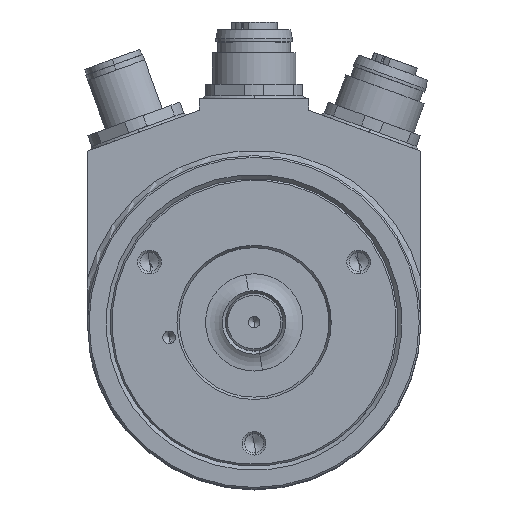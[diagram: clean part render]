
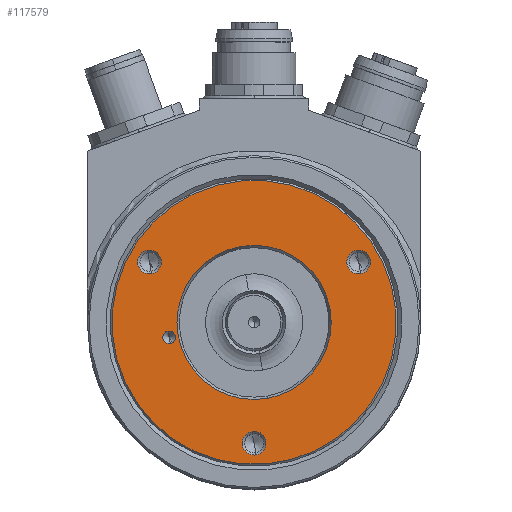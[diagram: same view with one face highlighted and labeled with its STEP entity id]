
A CAD part, top view. The second image highlights one B-rep face of the part: STEP entity #117579.
In plain terms, the highlighted planar face has unit normal (0, 0, 1).
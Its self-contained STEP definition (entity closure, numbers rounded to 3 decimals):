
#10242=CARTESIAN_POINT('',(0.,0.,0.));
#10243=DIRECTION('',(0.,0.,1.));
#10244=DIRECTION('',(0.707,0.707,0.));
#10245=AXIS2_PLACEMENT_3D('',#10242,#10243,#10244);
#10260=CARTESIAN_POINT('',(-14.772,-2.605,0.));
#10261=DIRECTION('',(0.,0.,-1.));
#10262=DIRECTION('',(0.174,-0.985,0.));
#10263=AXIS2_PLACEMENT_3D('',#10260,#10261,#10262);
#10265=CARTESIAN_POINT('',(-14.772,-2.605,0.));
#10266=DIRECTION('',(0.,0.,-1.));
#10267=DIRECTION('',(-0.174,0.985,0.));
#10268=AXIS2_PLACEMENT_3D('',#10265,#10266,#10267);
#10270=CARTESIAN_POINT('',(-18.187,10.5,0.));
#10271=DIRECTION('',(0.,0.,1.));
#10272=DIRECTION('',(0.174,-0.985,0.));
#10273=AXIS2_PLACEMENT_3D('',#10270,#10271,#10272);
#10275=CARTESIAN_POINT('',(-18.187,10.5,0.));
#10276=DIRECTION('',(0.,0.,1.));
#10277=DIRECTION('',(-0.174,0.985,0.));
#10278=AXIS2_PLACEMENT_3D('',#10275,#10276,#10277);
#10280=CARTESIAN_POINT('',(0.,-21.,0.));
#10281=DIRECTION('',(0.,0.,1.));
#10282=DIRECTION('',(0.174,-0.985,0.));
#10283=AXIS2_PLACEMENT_3D('',#10280,#10281,#10282);
#10285=CARTESIAN_POINT('',(0.,-21.,0.));
#10286=DIRECTION('',(0.,0.,1.));
#10287=DIRECTION('',(-0.174,0.985,0.));
#10288=AXIS2_PLACEMENT_3D('',#10285,#10286,#10287);
#10290=CARTESIAN_POINT('',(18.187,10.5,0.));
#10291=DIRECTION('',(0.,0.,1.));
#10292=DIRECTION('',(0.174,-0.985,0.));
#10293=AXIS2_PLACEMENT_3D('',#10290,#10291,#10292);
#10295=CARTESIAN_POINT('',(18.187,10.5,0.));
#10296=DIRECTION('',(0.,0.,1.));
#10297=DIRECTION('',(-0.174,0.985,0.));
#10298=AXIS2_PLACEMENT_3D('',#10295,#10296,#10297);
#10300=CARTESIAN_POINT('',(0.,0.,0.));
#10301=DIRECTION('',(0.,0.,1.));
#10302=DIRECTION('',(-0.707,-0.707,0.));
#10303=AXIS2_PLACEMENT_3D('',#10300,#10301,#10302);
#10315=CARTESIAN_POINT('',(0.,0.,0.));
#10316=DIRECTION('',(0.,0.,-1.));
#10317=DIRECTION('',(-0.174,0.985,0.));
#10318=AXIS2_PLACEMENT_3D('',#10315,#10316,#10317);
#10337=CARTESIAN_POINT('',(0.,0.,0.));
#10338=DIRECTION('',(0.,0.,-1.));
#10339=DIRECTION('',(0.174,-0.985,0.));
#10340=AXIS2_PLACEMENT_3D('',#10337,#10338,#10339);
#85555=CARTESIAN_POINT('',(-14.581,-3.688,0.));
#85557=VERTEX_POINT('',#85555);
#85559=CARTESIAN_POINT('',(-14.963,-1.521,0.));
#85560=VERTEX_POINT('',#85559);
#85635=CARTESIAN_POINT('',(-17.828,8.469,0.));
#85636=VERTEX_POINT('',#85635);
#85637=CARTESIAN_POINT('',(-18.545,12.531,0.));
#85638=VERTEX_POINT('',#85637);
#85639=CARTESIAN_POINT('',(0.358,-23.031,0.));
#85640=VERTEX_POINT('',#85639);
#85641=CARTESIAN_POINT('',(-0.358,-18.969,0.));
#85642=VERTEX_POINT('',#85641);
#85643=CARTESIAN_POINT('',(18.545,8.469,0.));
#85644=VERTEX_POINT('',#85643);
#85645=CARTESIAN_POINT('',(17.828,12.531,0.));
#85646=VERTEX_POINT('',#85645);
#85649=CARTESIAN_POINT('',(-17.466,-17.466,
0.));
#85650=CARTESIAN_POINT('',(17.466,17.466,
0.));
#85651=VERTEX_POINT('',#85649);
#85652=VERTEX_POINT('',#85650);
#85653=CARTESIAN_POINT('',(-2.328,13.201,
0.));
#85654=CARTESIAN_POINT('',(2.328,-13.201,
0.));
#85655=VERTEX_POINT('',#85653);
#85656=VERTEX_POINT('',#85654);
#117539=CARTESIAN_POINT('',(0.,0.,0.));
#117540=DIRECTION('',(0.,0.,1.));
#117541=DIRECTION('',(0.174,-0.985,0.));
#117542=AXIS2_PLACEMENT_3D('',#117539,#117540,#117541);
#117543=PLANE('',#117542);
#117545=ORIENTED_EDGE('',*,*,#117544,.F.);
#117546=ORIENTED_EDGE('',*,*,#117529,.F.);
#117547=EDGE_LOOP('',(#117545,#117546));
#117548=FACE_OUTER_BOUND('',#117547,.F.);
#117550=ORIENTED_EDGE('',*,*,#117549,.F.);
#117552=ORIENTED_EDGE('',*,*,#117551,.F.);
#117553=EDGE_LOOP('',(#117550,#117552));
#117554=FACE_BOUND('',#117553,.F.);
#117556=ORIENTED_EDGE('',*,*,#117555,.F.);
#117558=ORIENTED_EDGE('',*,*,#117557,.F.);
#117559=EDGE_LOOP('',(#117556,#117558));
#117560=FACE_BOUND('',#117559,.F.);
#117562=ORIENTED_EDGE('',*,*,#117561,.T.);
#117564=ORIENTED_EDGE('',*,*,#117563,.T.);
#117565=EDGE_LOOP('',(#117562,#117564));
#117566=FACE_BOUND('',#117565,.F.);
#117568=ORIENTED_EDGE('',*,*,#117567,.T.);
#117570=ORIENTED_EDGE('',*,*,#117569,.T.);
#117571=EDGE_LOOP('',(#117568,#117570));
#117572=FACE_BOUND('',#117571,.F.);
#117574=ORIENTED_EDGE('',*,*,#117573,.T.);
#117576=ORIENTED_EDGE('',*,*,#117575,.T.);
#117577=EDGE_LOOP('',(#117574,#117576));
#117578=FACE_BOUND('',#117577,.F.);
#10246=CIRCLE('',#10245,24.7);
#10264=CIRCLE('',#10263,1.1);
#10269=CIRCLE('',#10268,1.1);
#10274=CIRCLE('',#10273,2.063);
#10279=CIRCLE('',#10278,2.063);
#10284=CIRCLE('',#10283,2.063);
#10289=CIRCLE('',#10288,2.063);
#10294=CIRCLE('',#10293,2.063);
#10299=CIRCLE('',#10298,2.063);
#10304=CIRCLE('',#10303,24.7);
#10319=CIRCLE('',#10318,13.404);
#10341=CIRCLE('',#10340,13.404);
#117529=EDGE_CURVE('',#85652,#85651,#10246,.T.);
#117544=EDGE_CURVE('',#85651,#85652,#10304,.T.);
#117549=EDGE_CURVE('',#85655,#85656,#10319,.T.);
#117551=EDGE_CURVE('',#85656,#85655,#10341,.T.);
#117555=EDGE_CURVE('',#85557,#85560,#10264,.T.);
#117557=EDGE_CURVE('',#85560,#85557,#10269,.T.);
#117561=EDGE_CURVE('',#85636,#85638,#10274,.T.);
#117563=EDGE_CURVE('',#85638,#85636,#10279,.T.);
#117567=EDGE_CURVE('',#85640,#85642,#10284,.T.);
#117569=EDGE_CURVE('',#85642,#85640,#10289,.T.);
#117573=EDGE_CURVE('',#85644,#85646,#10294,.T.);
#117575=EDGE_CURVE('',#85646,#85644,#10299,.T.);
#117579=ADVANCED_FACE('',(#117548,#117554,#117560,#117566,#117572,#117578),
#117543,.T.);
